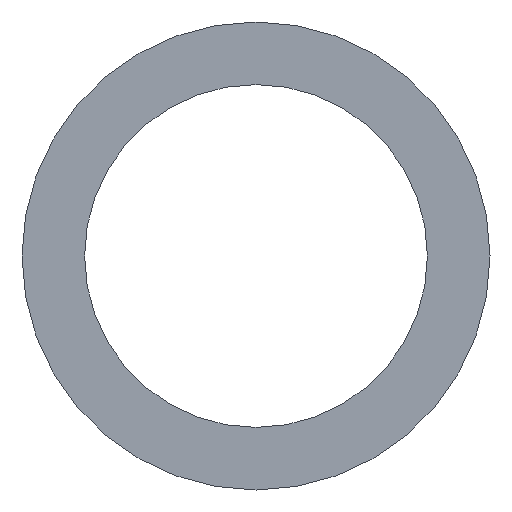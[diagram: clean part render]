
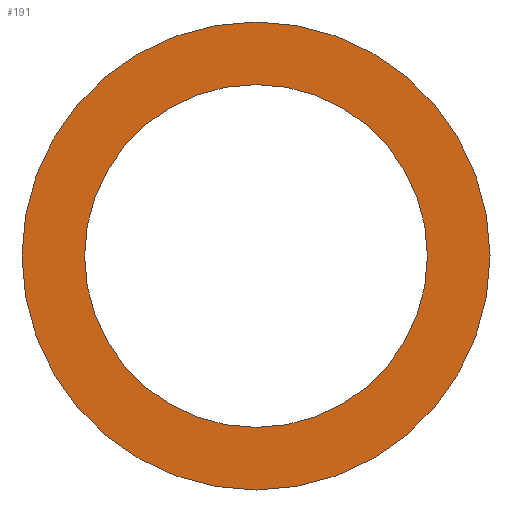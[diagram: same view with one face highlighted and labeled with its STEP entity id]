
A CAD part, front view. The second image highlights one B-rep face of the part: STEP entity #191.
In plain terms, the highlighted planar face has unit normal (0, -1, 0).
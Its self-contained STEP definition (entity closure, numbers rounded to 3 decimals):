
#12 = VERTEX_POINT ( 'NONE', #222 ) ;
#13 = DIRECTION ( 'NONE',  ( 0., 0., 1. ) ) ;
#17 = DIRECTION ( 'NONE',  ( 0., 0., 1. ) ) ;
#19 = CIRCLE ( 'NONE', #207, 187. ) ;
#23 = AXIS2_PLACEMENT_3D ( 'NONE', #36, #55, #17 ) ;
#29 = DIRECTION ( 'NONE',  ( 0., 1., 0. ) ) ;
#30 = ORIENTED_EDGE ( 'NONE', *, *, #181, .F. ) ;
#34 = PLANE ( 'NONE',  #135 ) ;
#36 = CARTESIAN_POINT ( 'NONE',  ( 0., 0., 0. ) ) ;
#45 = CIRCLE ( 'NONE', #122, 187. ) ;
#47 = EDGE_LOOP ( 'NONE', ( #102, #30 ) ) ;
#50 = DIRECTION ( 'NONE',  ( 0., 0., 1. ) ) ;
#53 = DIRECTION ( 'NONE',  ( 0., 1., 0. ) ) ;
#55 = DIRECTION ( 'NONE',  ( 0., 1., 0. ) ) ;
#72 = CARTESIAN_POINT ( 'NONE',  ( 0., 0., 0. ) ) ;
#87 = AXIS2_PLACEMENT_3D ( 'NONE', #129, #29, #50 ) ;
#102 = ORIENTED_EDGE ( 'NONE', *, *, #164, .F. ) ;
#105 = DIRECTION ( 'NONE',  ( 0., 0., 1. ) ) ;
#113 = CARTESIAN_POINT ( 'NONE',  ( 0., 0., 0. ) ) ;
#122 = AXIS2_PLACEMENT_3D ( 'NONE', #221, #133, #105 ) ;
#129 = CARTESIAN_POINT ( 'NONE',  ( 0., 0., 0. ) ) ;
#133 = DIRECTION ( 'NONE',  ( 0., 1., 0. ) ) ;
#135 = AXIS2_PLACEMENT_3D ( 'NONE', #113, #152, #228 ) ;
#146 = EDGE_LOOP ( 'NONE', ( #239, #196 ) ) ;
#147 = FACE_OUTER_BOUND ( 'NONE', #47, .T. ) ;
#152 = DIRECTION ( 'NONE',  ( 0., 1., 0. ) ) ;
#164 = EDGE_CURVE ( 'NONE', #12, #215, #45, .T. ) ;
#165 = CIRCLE ( 'NONE', #23, 137. ) ;
#166 = EDGE_CURVE ( 'NONE', #200, #177, #183, .T. ) ;
#177 = VERTEX_POINT ( 'NONE', #184 ) ;
#181 = EDGE_CURVE ( 'NONE', #215, #12, #19, .T. ) ;
#183 = CIRCLE ( 'NONE', #87, 137. ) ;
#184 = CARTESIAN_POINT ( 'NONE',  ( 0., 0., 137. ) ) ;
#190 = CARTESIAN_POINT ( 'NONE',  ( 0., 0., 187. ) ) ;
#191 = ADVANCED_FACE ( 'NONE', ( #147, #223 ), #34, .F. ) ;
#196 = ORIENTED_EDGE ( 'NONE', *, *, #237, .T. ) ;
#200 = VERTEX_POINT ( 'NONE', #209 ) ;
#207 = AXIS2_PLACEMENT_3D ( 'NONE', #72, #53, #13 ) ;
#209 = CARTESIAN_POINT ( 'NONE',  ( 0., 0., -137. ) ) ;
#215 = VERTEX_POINT ( 'NONE', #190 ) ;
#221 = CARTESIAN_POINT ( 'NONE',  ( 0., 0., 0. ) ) ;
#222 = CARTESIAN_POINT ( 'NONE',  ( 0., 0., -187. ) ) ;
#223 = FACE_BOUND ( 'NONE', #146, .T. ) ;
#228 = DIRECTION ( 'NONE',  ( 0., 0., 1. ) ) ;
#237 = EDGE_CURVE ( 'NONE', #177, #200, #165, .T. ) ;
#239 = ORIENTED_EDGE ( 'NONE', *, *, #166, .T. ) ;
